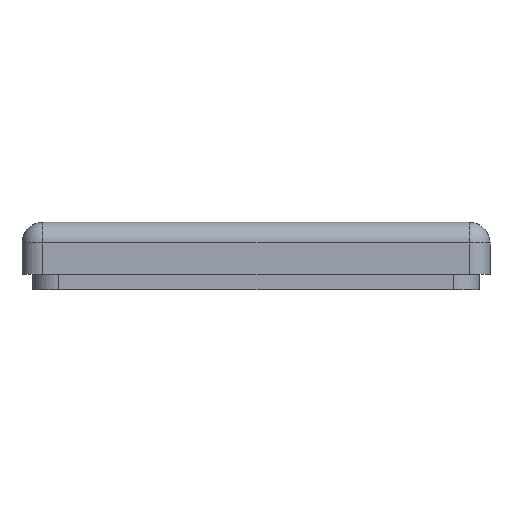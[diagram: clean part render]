
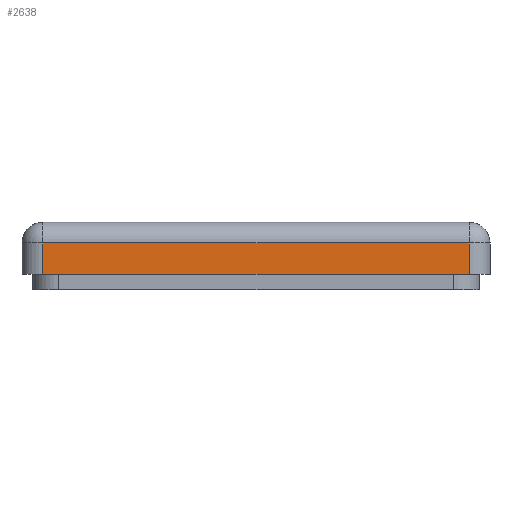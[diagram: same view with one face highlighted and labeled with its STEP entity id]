
A CAD part, left-side view. The second image highlights one B-rep face of the part: STEP entity #2638.
In plain terms, the highlighted planar face has unit normal (-1, 0, 0).
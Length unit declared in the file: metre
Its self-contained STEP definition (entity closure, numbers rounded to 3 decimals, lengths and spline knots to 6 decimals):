
#408=ORIENTED_EDGE('',*,*,#1032,.T.);
#409=ORIENTED_EDGE('',*,*,#1033,.T.);
#410=ORIENTED_EDGE('',*,*,#1034,.T.);
#411=ORIENTED_EDGE('',*,*,#1035,.T.);
#1032=EDGE_CURVE('',#1344,#1345,#1604,.T.);
#1033=EDGE_CURVE('',#1345,#1346,#1605,.F.);
#1034=EDGE_CURVE('',#1346,#1347,#1606,.F.);
#1035=EDGE_CURVE('',#1347,#1344,#1607,.T.);
#1344=VERTEX_POINT('',#4188);
#1345=VERTEX_POINT('',#4189);
#1346=VERTEX_POINT('',#4191);
#1347=VERTEX_POINT('',#4193);
#1604=LINE('',#4187,#1680);
#1605=LINE('',#4190,#1681);
#1606=LINE('',#4192,#1682);
#1607=LINE('',#4194,#1683);
#1680=VECTOR('',#3266,1.);
#1681=VECTOR('',#3267,1.);
#1682=VECTOR('',#3268,1.);
#1683=VECTOR('',#3269,1.);
#1753=EDGE_LOOP('',(#408,#409,#410,#411));
#2181=FACE_BOUND('',#1753,.T.);
#2609=PLANE('',#2836);
#2638=ADVANCED_FACE('',(#2181),#2609,.F.);
#2836=AXIS2_PLACEMENT_3D('',#4186,#3264,#3265);
#3264=DIRECTION('',(1.,0.,0.));
#3265=DIRECTION('',(0.,1.,0.));
#3266=DIRECTION('',(0.,-1.,0.));
#3267=DIRECTION('',(0.,0.,-1.));
#3268=DIRECTION('',(0.,-1.,0.));
#3269=DIRECTION('',(0.,0.,-1.));
#4186=CARTESIAN_POINT('',(-0.055,0.,0.045));
#4187=CARTESIAN_POINT('',(-0.055,0.,0.035));
#4188=CARTESIAN_POINT('',(-0.055,0.041,0.035));
#4189=CARTESIAN_POINT('',(-0.055,-0.041,0.035));
#4190=CARTESIAN_POINT('',(-0.055,-0.041,0.045));
#4191=CARTESIAN_POINT('',(-0.055,-0.041,0.041));
#4192=CARTESIAN_POINT('',(-0.055,0.045,0.041));
#4193=CARTESIAN_POINT('',(-0.055,0.041,0.041));
#4194=CARTESIAN_POINT('',(-0.055,0.041,0.035));
